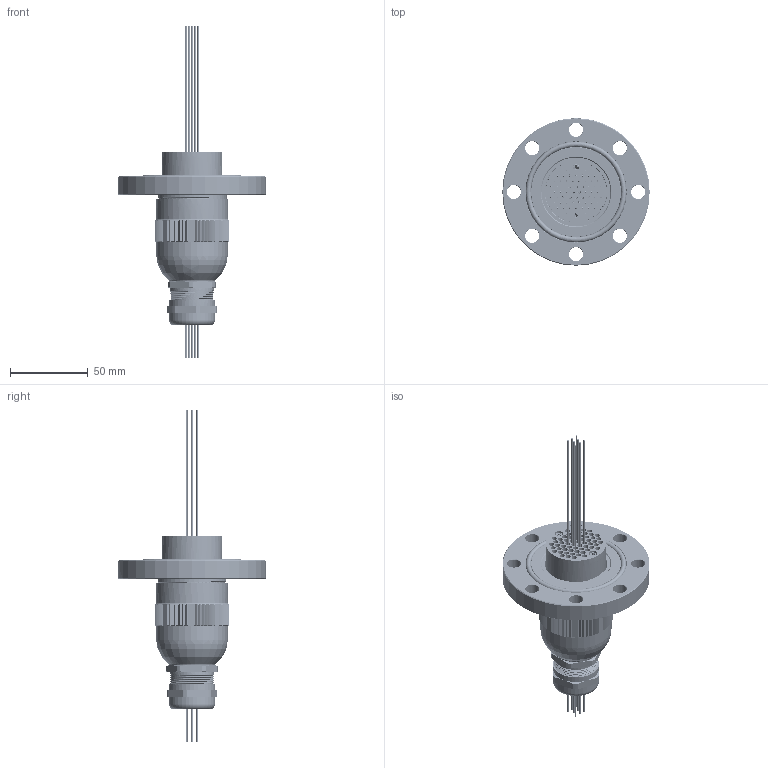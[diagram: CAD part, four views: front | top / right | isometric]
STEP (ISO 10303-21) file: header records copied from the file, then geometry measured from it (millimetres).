
FILE_DESCRIPTION (( 'STEP AP214' ), '1' );
FILE_NAME ('外发模型(带插头+护线筒)-S-HF50-6010.STEP', '2024-08-20T08:12:09', ( '' ), ( '' ), 'SwSTEP 2.0', 'SolidWorks 2020', '' );
FILE_SCHEMA (( 'AUTOMOTIVE_DESIGN' ));
Length unit declared in the file: millimetre
Products named in the file (22): FL-HF50-D445-58; 俋楷耀倰-Z-XF-60P10-TE-AIR-PPS; 俋楷耀倰-XF-60P10-TE-AIR-PPS; 俋楷耀倰-Z-XF-60P10-TE-VAC-PPS; 誘盄芠俋褲-CPC-M44D18; 囀郋彶踡蛈 13-18; 俋楷耀倰-Z-S-D445-6010-L70-L80; NDL-D10L180; 俋楷耀倰-S-D445-6010-L70-L80; 俋楷耀倰-FL-S-D445-6010-L70-L80; 囀郋躇猾杶 13-18; 誘盄芠蹟簽-LT18-PG21; 誘盄芠囀郋-FTL18-M25NX; 萇盄囀郋-0.3; 俋楷耀倰-Z-TE-170362+萇盄-0.3; O型密封圈-HF50-580; 俋楷耀倰-XF-60P10-TE-VAC-PPS; M3-16-4 - 坋趼芛; 萇盄蝶々-0.3; 誘盄芠-CPC-M44D18; 外发模型(带插头+护线筒)-S-HF50-6010; 俋楷-TE-170362
Assembly tree (98 placements, depth 5):
  外发模型(带插头+护线筒)-S-HF50-6010
    FL-HF50-D445-58
    俋楷耀倰-Z-S-D445-6010-L70-L80
      俋楷耀倰-S-D445-6010-L70-L80
        俋楷耀倰-FL-S-D445-6010-L70-L80
        NDL-D10L180  x60
      俋楷耀倰-Z-XF-60P10-TE-VAC-PPS
        俋楷耀倰-XF-60P10-TE-VAC-PPS
        M3-16-4 - 坋趼芛  x2
        俋楷耀倰-Z-TE-170362+萇盄-0.3  x8
          萇盄蝶々-0.3
          萇盄囀郋-0.3
          俋楷-TE-170362
      俋楷耀倰-Z-XF-60P10-TE-AIR-PPS
        俋楷耀倰-XF-60P10-TE-AIR-PPS
        M3-16-4 - 坋趼芛  x2
        俋楷耀倰-Z-TE-170362+萇盄-0.3  x8
          萇盄蝶々-0.3
          萇盄囀郋-0.3
          俋楷-TE-170362
      誘盄芠-CPC-M44D18
        誘盄芠俋褲-CPC-M44D18
        誘盄芠囀郋-FTL18-M25NX
          誘盄芠蹟簽-LT18-PG21
          囀郋躇猾杶 13-18
          囀郋彶踡蛈 13-18
    O型密封圈-HF50-580
Bounding box: 95 x 95 x 214 mm (x, y, z)
Volume: 136550.6 mm3; surface area: 111414.8 mm2
Topology: 121 solids, 121 shells, 3423 faces, 9305 edges, 6548 vertices
Faces by surface type: plane 1575, cylinder 956, bspline 626, cone 139, torus 127
Full cylindrical faces by diameter (mm): 0.65 x32, 0.96 x16, 1 x120, 1.15 x16, 1.4 x16, 1.8 x140, 2.5 x42, 3.3 x120, 3.5 x4, 4.5 x4, 5.5 x4, 9 x8, 18.5 x1, 19 x2, 21.6 x1, 22.5 x1, 23.9 x1, 24 x1, 24.4 x1, 24.5 x1, 28.3 x8, 29.6 x1, 29.7 x2, 39 x2, 42.5 x1, 44.5 x5, 46 x2, 58 x1, 65.2 x1, 95 x1
Entity records: 87488 total; most frequent: CARTESIAN_POINT 45850, ORIENTED_EDGE 9064, DIRECTION 6570, EDGE_CURVE 4532, VERTEX_POINT 3923, EDGE_LOOP 2579, AXIS2_PLACEMENT_3D 2520, B_SPLINE_CURVE_WITH_KNOTS 1858
